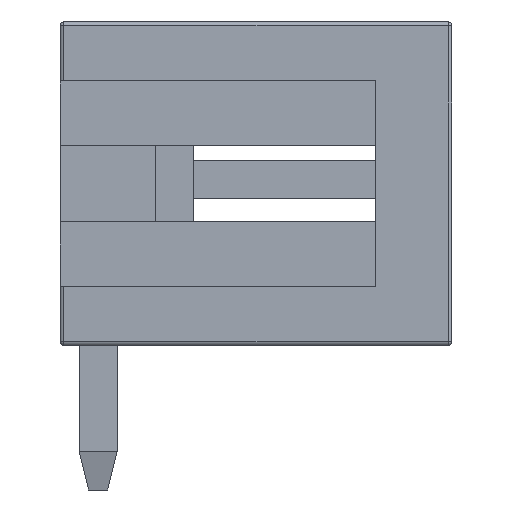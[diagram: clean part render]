
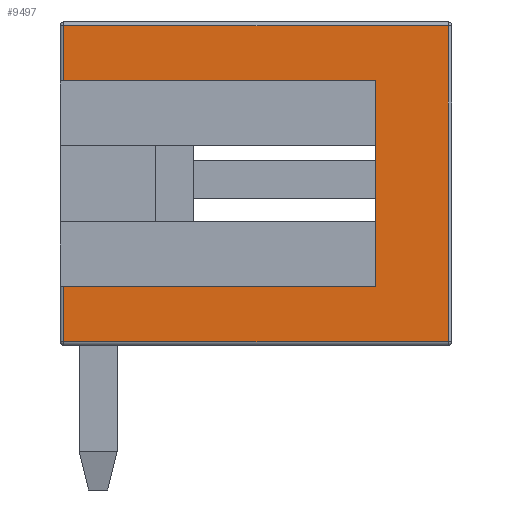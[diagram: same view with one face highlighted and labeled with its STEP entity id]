
A CAD part, left-side view. The second image highlights one B-rep face of the part: STEP entity #9497.
In plain terms, the highlighted planar face has unit normal (-1, 0, 0).
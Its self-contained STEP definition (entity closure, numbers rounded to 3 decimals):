
#4372 = VERTEX_POINT('',#4373);
#4373 = CARTESIAN_POINT('',(-2.8,0.9,0.1));
#4380 = EDGE_CURVE('',#4372,#4381,#4383,.T.);
#4381 = VERTEX_POINT('',#4382);
#4382 = CARTESIAN_POINT('',(-2.8,-9.2,0.1));
#4383 = LINE('',#4384,#4385);
#4384 = CARTESIAN_POINT('',(-2.8,1.,0.1));
#4385 = VECTOR('',#4386,1.);
#4386 = DIRECTION('',(0.,-1.,0.));
#9497 = ADVANCED_FACE('',(#9498),#9555,.F.);
#9498 = FACE_BOUND('',#9499,.F.);
#9499 = EDGE_LOOP('',(#9500,#9501,#9509,#9517,#9525,#9533,#9541,#9549));
#9500 = ORIENTED_EDGE('',*,*,#4380,.F.);
#9501 = ORIENTED_EDGE('',*,*,#9502,.F.);
#9502 = EDGE_CURVE('',#9503,#4372,#9505,.T.);
#9503 = VERTEX_POINT('',#9504);
#9504 = CARTESIAN_POINT('',(-2.8,0.9,1.55));
#9505 = LINE('',#9506,#9507);
#9506 = CARTESIAN_POINT('',(-2.8,0.9,8.5));
#9507 = VECTOR('',#9508,1.);
#9508 = DIRECTION('',(0.,0.,-1.));
#9509 = ORIENTED_EDGE('',*,*,#9510,.F.);
#9510 = EDGE_CURVE('',#9511,#9503,#9513,.T.);
#9511 = VERTEX_POINT('',#9512);
#9512 = CARTESIAN_POINT('',(-2.8,-7.3,1.55));
#9513 = LINE('',#9514,#9515);
#9514 = CARTESIAN_POINT('',(-2.8,-3.15,1.55));
#9515 = VECTOR('',#9516,1.);
#9516 = DIRECTION('',(0.,1.,0.));
#9517 = ORIENTED_EDGE('',*,*,#9518,.F.);
#9518 = EDGE_CURVE('',#9519,#9511,#9521,.T.);
#9519 = VERTEX_POINT('',#9520);
#9520 = CARTESIAN_POINT('',(-2.8,-7.3,6.95));
#9521 = LINE('',#9522,#9523);
#9522 = CARTESIAN_POINT('',(-2.8,-7.3,6.375));
#9523 = VECTOR('',#9524,1.);
#9524 = DIRECTION('',(0.,0.,-1.));
#9525 = ORIENTED_EDGE('',*,*,#9526,.F.);
#9526 = EDGE_CURVE('',#9527,#9519,#9529,.T.);
#9527 = VERTEX_POINT('',#9528);
#9528 = CARTESIAN_POINT('',(-2.8,0.9,6.95));
#9529 = LINE('',#9530,#9531);
#9530 = CARTESIAN_POINT('',(-2.8,5.15,6.95));
#9531 = VECTOR('',#9532,1.);
#9532 = DIRECTION('',(0.,-1.,0.));
#9533 = ORIENTED_EDGE('',*,*,#9534,.F.);
#9534 = EDGE_CURVE('',#9535,#9527,#9537,.T.);
#9535 = VERTEX_POINT('',#9536);
#9536 = CARTESIAN_POINT('',(-2.8,0.9,8.4));
#9537 = LINE('',#9538,#9539);
#9538 = CARTESIAN_POINT('',(-2.8,0.9,8.5));
#9539 = VECTOR('',#9540,1.);
#9540 = DIRECTION('',(0.,0.,-1.));
#9541 = ORIENTED_EDGE('',*,*,#9542,.T.);
#9542 = EDGE_CURVE('',#9535,#9543,#9545,.T.);
#9543 = VERTEX_POINT('',#9544);
#9544 = CARTESIAN_POINT('',(-2.8,-9.2,8.4));
#9545 = LINE('',#9546,#9547);
#9546 = CARTESIAN_POINT('',(-2.8,1.,8.4));
#9547 = VECTOR('',#9548,1.);
#9548 = DIRECTION('',(0.,-1.,0.));
#9549 = ORIENTED_EDGE('',*,*,#9550,.T.);
#9550 = EDGE_CURVE('',#9543,#4381,#9551,.T.);
#9551 = LINE('',#9552,#9553);
#9552 = CARTESIAN_POINT('',(-2.8,-9.2,8.5));
#9553 = VECTOR('',#9554,1.);
#9554 = DIRECTION('',(0.,0.,-1.));
#9555 = PLANE('',#9556);
#9556 = AXIS2_PLACEMENT_3D('',#9557,#9558,#9559);
#9557 = CARTESIAN_POINT('',(-2.8,1.,8.5));
#9558 = DIRECTION('',(1.,0.,0.));
#9559 = DIRECTION('',(0.,0.,-1.));
